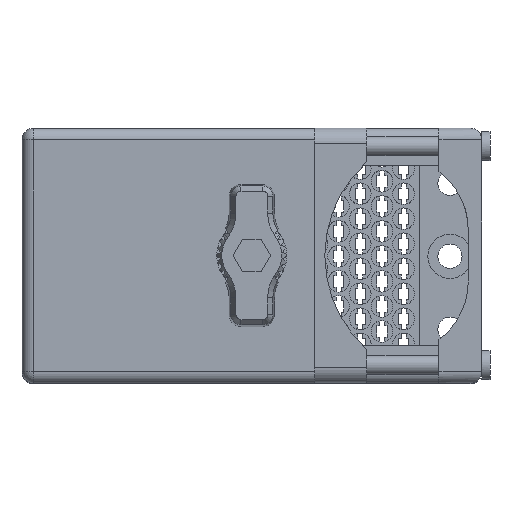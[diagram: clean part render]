
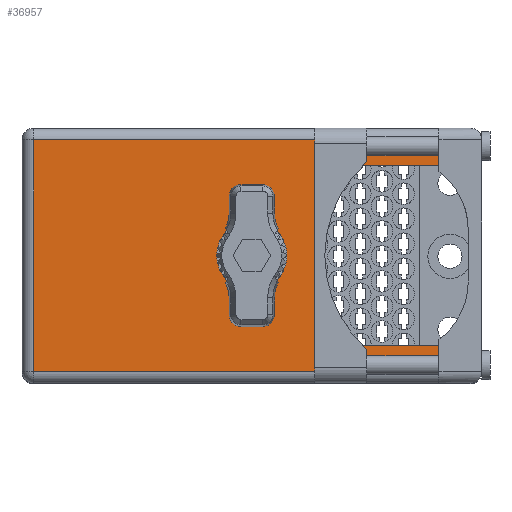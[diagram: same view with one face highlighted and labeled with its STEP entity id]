
A CAD part, top view. The second image highlights one B-rep face of the part: STEP entity #36957.
In plain terms, the highlighted face is planar.
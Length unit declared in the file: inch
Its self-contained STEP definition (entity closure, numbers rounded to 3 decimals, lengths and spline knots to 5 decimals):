
#1001 = LINE ( 'NONE', #51888, #55680 ) ;
#2909 = CARTESIAN_POINT ( 'NONE',  ( 2.499, 2.03, -0.07 ) ) ;
#3918 = EDGE_CURVE ( 'NONE', #81230, #66316, #99611, .T. ) ;
#5058 = FACE_OUTER_BOUND ( 'NONE', #51657, .T. ) ;
#6357 = ORIENTED_EDGE ( 'NONE', *, *, #3918, .T. ) ;
#7311 = CARTESIAN_POINT ( 'NONE',  ( 1.3775, 2.03, -0.765 ) ) ;
#8228 = CARTESIAN_POINT ( 'NONE',  ( 2.499, 2.03, -0.07 ) ) ;
#8706 = CARTESIAN_POINT ( 'NONE',  ( 1.3775, 2.03, -0.595 ) ) ;
#11697 = EDGE_CURVE ( 'NONE', #78762, #68649, #37127, .T. ) ;
#12080 = CARTESIAN_POINT ( 'NONE',  ( 2.499, 2.03, -1.53 ) ) ;
#12530 = VERTEX_POINT ( 'NONE', #46065 ) ;
#14478 = VERTEX_POINT ( 'NONE', #31471 ) ;
#17915 = EDGE_CURVE ( 'NONE', #68649, #14478, #25834, .T. ) ;
#18034 = ORIENTED_EDGE ( 'NONE', *, *, #23509, .T. ) ;
#18874 = ORIENTED_EDGE ( 'NONE', *, *, #11697, .T. ) ;
#19454 = VERTEX_POINT ( 'NONE', #69480 ) ;
#21726 = CARTESIAN_POINT ( 'NONE',  ( 0.07, 2.03, -1.46 ) ) ;
#22488 = VERTEX_POINT ( 'NONE', #2909 ) ;
#22582 = LINE ( 'NONE', #8228, #99488 ) ;
#23461 = VECTOR ( 'NONE', #65331, 39.37008 ) ;
#23509 = EDGE_CURVE ( 'NONE', #14478, #22488, #22582, .T. ) ;
#25834 = LINE ( 'NONE', #69931, #97772 ) ;
#31471 = CARTESIAN_POINT ( 'NONE',  ( 0.07, 2.03, -0.07 ) ) ;
#33307 = DIRECTION ( 'NONE',  ( 0., 0., 1. ) ) ;
#36261 = DIRECTION ( 'NONE',  ( 1., 0., 0. ) ) ;
#36384 = VECTOR ( 'NONE', #83726, 39.37008 ) ;
#36957 = ADVANCED_FACE ( 'NONE', ( #5058, #72046 ), #48241, .T. ) ;
#37127 = LINE ( 'NONE', #102724, #23461 ) ;
#41285 = CARTESIAN_POINT ( 'NONE',  ( 0., 2.03, -1.53 ) ) ;
#42706 = EDGE_CURVE ( 'NONE', #66316, #19454, #61068, .T. ) ;
#46065 = CARTESIAN_POINT ( 'NONE',  ( 2.499, 2.03, -1.305 ) ) ;
#46308 = DIRECTION ( 'NONE',  ( 0., 0., 1. ) ) ;
#46681 = DIRECTION ( 'NONE',  ( 0., 0., 1. ) ) ;
#48241 = PLANE ( 'NONE',  #57330 ) ;
#48590 = DIRECTION ( 'NONE',  ( 0., 0., 1. ) ) ;
#50330 = VERTEX_POINT ( 'NONE', #63995 ) ;
#50841 = DIRECTION ( 'NONE',  ( 0., 0., -1. ) ) ;
#51657 = EDGE_LOOP ( 'NONE', ( #79547, #18034, #87735, #6357, #76135, #77585, #78730, #18874 ) ) ;
#51888 = CARTESIAN_POINT ( 'NONE',  ( 2.499, 2.03, -1.305 ) ) ;
#55680 = VECTOR ( 'NONE', #36261, 39.37008 ) ;
#56240 = DIRECTION ( 'NONE',  ( 0., 1., 0. ) ) ;
#56299 = AXIS2_PLACEMENT_3D ( 'NONE', #7311, #101657, #85373 ) ;
#56348 = EDGE_CURVE ( 'NONE', #83069, #50330, #94155, .T. ) ;
#56783 = VECTOR ( 'NONE', #81826, 39.37008 ) ;
#57330 = AXIS2_PLACEMENT_3D ( 'NONE', #41285, #56240, #48590 ) ;
#61068 = LINE ( 'NONE', #98284, #63534 ) ;
#61490 = VECTOR ( 'NONE', #46308, 39.37008 ) ;
#63534 = VECTOR ( 'NONE', #50841, 39.37008 ) ;
#63995 = CARTESIAN_POINT ( 'NONE',  ( 1.3775, 2.03, -0.935 ) ) ;
#65025 = EDGE_CURVE ( 'NONE', #19454, #12530, #1001, .T. ) ;
#65331 = DIRECTION ( 'NONE',  ( -1., 0., 0. ) ) ;
#66115 = EDGE_CURVE ( 'NONE', #81230, #22488, #69196, .T. ) ;
#66316 = VERTEX_POINT ( 'NONE', #92503 ) ;
#67674 = LINE ( 'NONE', #93787, #61490 ) ;
#67753 = CARTESIAN_POINT ( 'NONE',  ( 2.499, 2.03, -0.225 ) ) ;
#68649 = VERTEX_POINT ( 'NONE', #21726 ) ;
#69196 = LINE ( 'NONE', #12080, #56783 ) ;
#69480 = CARTESIAN_POINT ( 'NONE',  ( 1.785, 2.03, -1.305 ) ) ;
#69931 = CARTESIAN_POINT ( 'NONE',  ( 0.07, 2.03, -1.53 ) ) ;
#72046 = FACE_BOUND ( 'NONE', #86361, .T. ) ;
#72528 = AXIS2_PLACEMENT_3D ( 'NONE', #80812, #96416, #33307 ) ;
#73643 = CARTESIAN_POINT ( 'NONE',  ( 2.499, 2.03, -1.46 ) ) ;
#73803 = EDGE_CURVE ( 'NONE', #50330, #83069, #75836, .T. ) ;
#75836 = CIRCLE ( 'NONE', #56299, 0.17 ) ;
#76135 = ORIENTED_EDGE ( 'NONE', *, *, #42706, .T. ) ;
#76788 = CARTESIAN_POINT ( 'NONE',  ( 2.499, 2.03, -0.225 ) ) ;
#77585 = ORIENTED_EDGE ( 'NONE', *, *, #65025, .T. ) ;
#78730 = ORIENTED_EDGE ( 'NONE', *, *, #96287, .F. ) ;
#78762 = VERTEX_POINT ( 'NONE', #73643 ) ;
#79547 = ORIENTED_EDGE ( 'NONE', *, *, #17915, .T. ) ;
#80812 = CARTESIAN_POINT ( 'NONE',  ( 1.3775, 2.03, -0.765 ) ) ;
#81230 = VERTEX_POINT ( 'NONE', #67753 ) ;
#81826 = DIRECTION ( 'NONE',  ( 0., 0., 1. ) ) ;
#83069 = VERTEX_POINT ( 'NONE', #8706 ) ;
#83726 = DIRECTION ( 'NONE',  ( -1., 0., 0. ) ) ;
#84779 = ORIENTED_EDGE ( 'NONE', *, *, #56348, .F. ) ;
#85373 = DIRECTION ( 'NONE',  ( 0., 0., 1. ) ) ;
#86361 = EDGE_LOOP ( 'NONE', ( #84779, #101185 ) ) ;
#87735 = ORIENTED_EDGE ( 'NONE', *, *, #66115, .F. ) ;
#92503 = CARTESIAN_POINT ( 'NONE',  ( 1.785, 2.03, -0.225 ) ) ;
#93787 = CARTESIAN_POINT ( 'NONE',  ( 2.499, 2.03, -1.53 ) ) ;
#94155 = CIRCLE ( 'NONE', #72528, 0.17 ) ;
#96287 = EDGE_CURVE ( 'NONE', #78762, #12530, #67674, .T. ) ;
#96416 = DIRECTION ( 'NONE',  ( 0., 1., 0. ) ) ;
#97772 = VECTOR ( 'NONE', #46681, 39.37008 ) ;
#98284 = CARTESIAN_POINT ( 'NONE',  ( 1.785, 2.03, -1.305 ) ) ;
#99488 = VECTOR ( 'NONE', #102215, 39.37008 ) ;
#99611 = LINE ( 'NONE', #76788, #36384 ) ;
#101185 = ORIENTED_EDGE ( 'NONE', *, *, #73803, .F. ) ;
#101657 = DIRECTION ( 'NONE',  ( 0., 1., 0. ) ) ;
#102215 = DIRECTION ( 'NONE',  ( 1., 0., 0. ) ) ;
#102724 = CARTESIAN_POINT ( 'NONE',  ( 0., 2.03, -1.46 ) ) ;
